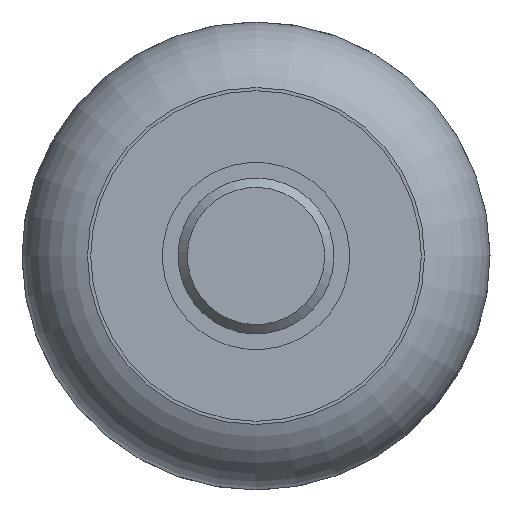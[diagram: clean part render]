
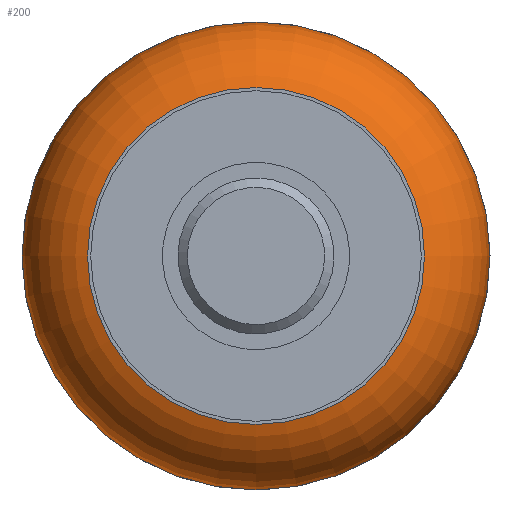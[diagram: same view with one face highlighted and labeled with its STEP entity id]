
A CAD part, left-side view. The second image highlights one B-rep face of the part: STEP entity #200.
In plain terms, the highlighted toroidal (fillet/blend) face has major radius 4.44 mm and minor radius 3.06 mm.
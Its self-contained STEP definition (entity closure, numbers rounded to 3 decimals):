
#166=CARTESIAN_POINT('',(0.462,5.297,0.0));
#167=VERTEX_POINT('',#166);
#168=CARTESIAN_POINT('',(0.462,0.0,0.0));
#169=DIRECTION('',(1.0,0.0,0.0));
#170=DIRECTION('',(0.0,1.0,0.0));
#171=AXIS2_PLACEMENT_3D('',#168,#169,#170);
#172=CIRCLE('',#171,5.297);
#173=EDGE_CURVE('',#167,#167,#172,.T.);
#181=CARTESIAN_POINT('',(3.4,0.0,0.0));
#182=DIRECTION('',(1.0,0.0,0.0));
#183=DIRECTION('',(0.0,0.0,-1.0));
#184=AXIS2_PLACEMENT_3D('',#181,#182,#183);
#185=TOROIDAL_SURFACE('',#184,4.44,3.06);
#186=CARTESIAN_POINT('',(3.4,7.5,0.0));
#187=VERTEX_POINT('',#186);
#188=CARTESIAN_POINT('',(3.4,0.0,0.0));
#189=DIRECTION('',(1.0,0.0,0.0));
#190=DIRECTION('',(0.0,1.0,0.0));
#191=AXIS2_PLACEMENT_3D('',#188,#189,#190);
#192=CIRCLE('',#191,7.5);
#193=EDGE_CURVE('',#187,#187,#192,.T.);
#194=ORIENTED_EDGE('',*,*,#193,.F.);
#195=EDGE_LOOP('',(#194));
#196=FACE_OUTER_BOUND('',#195,.T.);
#197=ORIENTED_EDGE('',*,*,#173,.T.);
#198=EDGE_LOOP('',(#197));
#199=FACE_BOUND('',#198,.T.);
#200=ADVANCED_FACE('',(#196,#199),#185,.T.);
